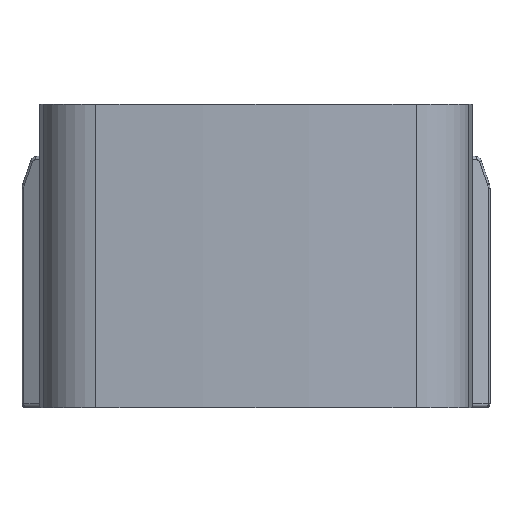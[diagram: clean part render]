
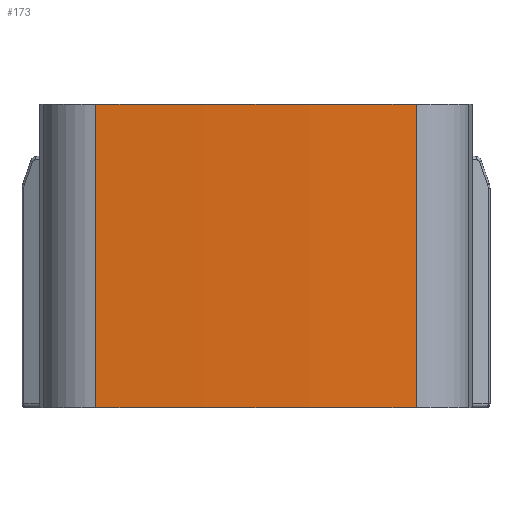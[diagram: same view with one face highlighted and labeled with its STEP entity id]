
A CAD part, front view. The second image highlights one B-rep face of the part: STEP entity #173.
In plain terms, the highlighted cylindrical face has radius 130.215 mm (diameter 260.431 mm), a partial arc.
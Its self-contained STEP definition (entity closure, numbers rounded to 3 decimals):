
#173=ADVANCED_FACE('',(#380),#325,.T.);
#325=CYLINDRICAL_SURFACE('',#2674,130.216);
#380=FACE_OUTER_BOUND('',#528,.T.);
#528=EDGE_LOOP('',(#836,#837,#838,#839));
#689=CIRCLE('',#2672,130.216);
#690=CIRCLE('',#2673,130.216);
#836=ORIENTED_EDGE('',*,*,#1856,.F.);
#837=ORIENTED_EDGE('',*,*,#1857,.F.);
#838=ORIENTED_EDGE('',*,*,#1858,.T.);
#839=ORIENTED_EDGE('',*,*,#1859,.T.);
#1610=VERTEX_POINT('',#3878);
#1611=VERTEX_POINT('',#3879);
#1612=VERTEX_POINT('',#3881);
#1613=VERTEX_POINT('',#3883);
#1856=EDGE_CURVE('',#1610,#1611,#689,.T.);
#1857=EDGE_CURVE('',#1612,#1610,#2241,.T.);
#1858=EDGE_CURVE('',#1612,#1613,#690,.T.);
#1859=EDGE_CURVE('',#1613,#1611,#2242,.T.);
#2241=LINE('',#3880,#2456);
#2242=LINE('',#3884,#2457);
#2456=VECTOR('',#2994,1.);
#2457=VECTOR('',#2997,1.);
#2672=AXIS2_PLACEMENT_3D('',#3877,#2992,#2993);
#2673=AXIS2_PLACEMENT_3D('',#3882,#2995,#2996);
#2674=AXIS2_PLACEMENT_3D('',#3885,#2998,#2999);
#2992=DIRECTION('',(0.,0.,1.));
#2993=DIRECTION('',(1.,0.,0.));
#2994=DIRECTION('',(0.,0.,1.));
#2995=DIRECTION('',(0.,0.,1.));
#2996=DIRECTION('',(1.,0.,0.));
#2997=DIRECTION('',(0.,0.,1.));
#2998=DIRECTION('',(0.,0.,1.));
#2999=DIRECTION('',(-1.,0.,0.));
#3877=CARTESIAN_POINT('',(1.75,123.799,2.5));
#3878=CARTESIAN_POINT('',(-9.082,-5.965,2.5));
#3879=CARTESIAN_POINT('',(12.582,-5.965,2.5));
#3880=CARTESIAN_POINT('',(-9.082,-5.965,4.554));
#3881=CARTESIAN_POINT('',(-9.082,-5.965,-18.));
#3882=CARTESIAN_POINT('',(1.75,123.799,-18.));
#3883=CARTESIAN_POINT('',(12.582,-5.965,-18.));
#3884=CARTESIAN_POINT('',(12.582,-5.965,4.554));
#3885=CARTESIAN_POINT('',(1.75,123.799,4.554));
